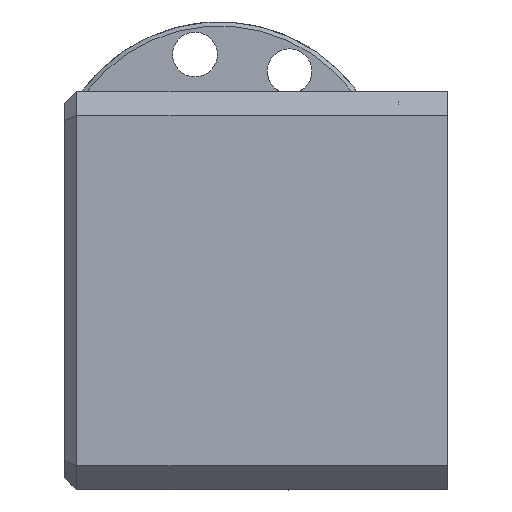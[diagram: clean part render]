
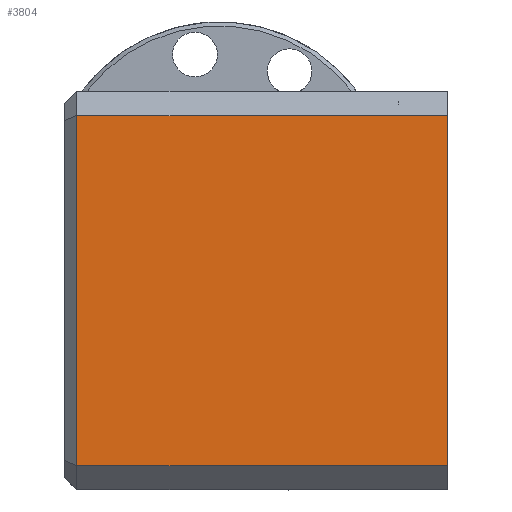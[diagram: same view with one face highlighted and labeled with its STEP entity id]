
A CAD part, left-side view. The second image highlights one B-rep face of the part: STEP entity #3804.
In plain terms, the highlighted planar face has unit normal (-1, 0, 0).
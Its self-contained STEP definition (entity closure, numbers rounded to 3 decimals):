
#1383=DIRECTION('',(0.,0.,-1.));
#1384=VECTOR('',#1383,43.);
#1385=CARTESIAN_POINT('',(-55.,28.5,21.5));
#1386=LINE('',#1385,#1384);
#1391=DIRECTION('',(0.,0.,1.));
#1392=VECTOR('',#1391,43.);
#1393=CARTESIAN_POINT('',(-55.,-17.,-21.5));
#1394=LINE('',#1393,#1392);
#1395=DIRECTION('',(0.,1.,0.));
#1396=VECTOR('',#1395,45.5);
#1397=CARTESIAN_POINT('',(-55.,-17.,-21.5));
#1398=LINE('',#1397,#1396);
#1403=DIRECTION('',(0.,1.,0.));
#1404=VECTOR('',#1403,45.5);
#1405=CARTESIAN_POINT('',(-55.,-17.,21.5));
#1406=LINE('',#1405,#1404);
#1823=CARTESIAN_POINT('',(-55.,28.5,21.5));
#1824=VERTEX_POINT('',#1823);
#1825=CARTESIAN_POINT('',(-55.,28.5,-21.5));
#1826=VERTEX_POINT('',#1825);
#1971=CARTESIAN_POINT('',(-55.,-17.,21.5));
#1972=VERTEX_POINT('',#1971);
#1973=CARTESIAN_POINT('',(-55.,-17.,-21.5));
#1974=VERTEX_POINT('',#1973);
#3792=CARTESIAN_POINT('',(-55.,0.,-24.5));
#3793=DIRECTION('',(-1.,0.,0.));
#3794=DIRECTION('',(0.,0.,1.));
#3795=AXIS2_PLACEMENT_3D('',#3792,#3793,#3794);
#3796=PLANE('',#3795);
#3797=ORIENTED_EDGE('',*,*,#2609,.F.);
#3798=ORIENTED_EDGE('',*,*,#3760,.T.);
#3799=ORIENTED_EDGE('',*,*,#3783,.F.);
#3801=ORIENTED_EDGE('',*,*,#3800,.F.);
#3802=EDGE_LOOP('',(#3797,#3798,#3799,#3801));
#3803=FACE_OUTER_BOUND('',#3802,.F.);
#3804=ADVANCED_FACE('',(#3803),#3796,.T.);
#2609=EDGE_CURVE('',#1974,#1972,#1394,.T.);
#3760=EDGE_CURVE('',#1974,#1826,#1398,.T.);
#3783=EDGE_CURVE('',#1824,#1826,#1386,.T.);
#3800=EDGE_CURVE('',#1972,#1824,#1406,.T.);
